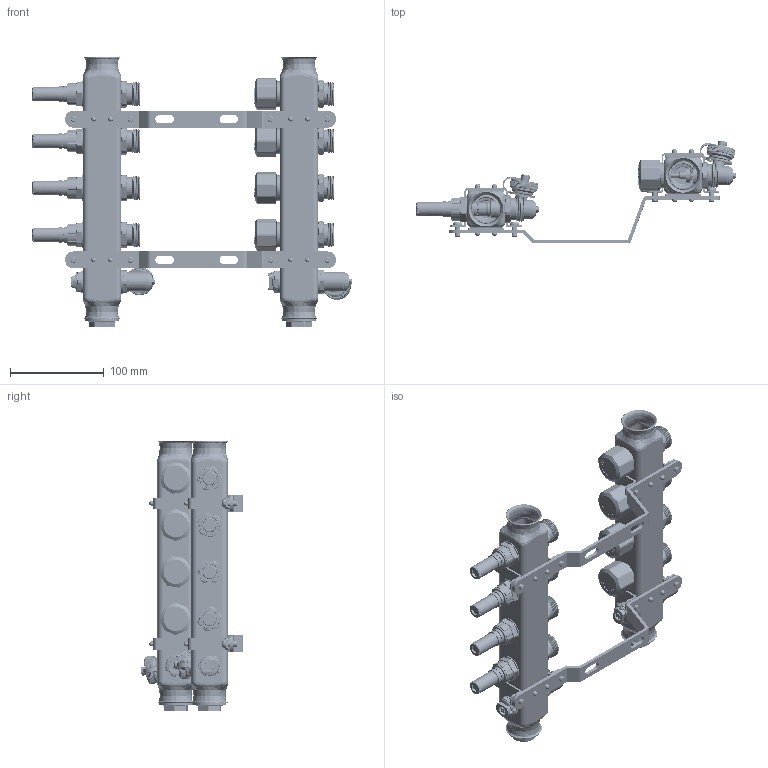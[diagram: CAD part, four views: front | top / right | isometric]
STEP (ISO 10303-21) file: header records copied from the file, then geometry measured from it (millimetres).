
FILE_DESCRIPTION (( 'STEP AP214' ), '1' );
FILE_NAME ('SSM-4RF.STEP', '2023-11-11T15:05:40', ( '' ), ( '' ), 'SwSTEP 2.0', 'SolidWorks 2018', '' );
FILE_SCHEMA (( 'AUTOMOTIVE_DESIGN' ));
Length unit declared in the file: millimetre
Products named in the file (51): 蚾饜极す砎々; 齬ァ概; 齬ァ概羲壽; 肣菁啣; 齬ァ概肣璃; 概郋郪蚾5; 覦僅裔; 粟銅杶; 霜講數蚾饜极; 354.002.00__________.STEP; ѹñ; O____22x2.STEP; 縐遠; 粟銅; 7.6x1.9; 326.200.00__________24.2x2.STEP; W3100-15邿阨概.STEP; 砎蝶菁啣; 齬ァ概呿蹋芛; O____10x2.5.STEP; 18X2; 3100-15-01____.STEP; SSM-4RF; 3100-15-04______.STEP; W3100-15邿阨概; 祥凄詩裝赽; 5h; 滑菸煦阨ん盓殤; 裝赽; 3100-15-05____.STEP; 霜講數郪蚾5; 霜講數躇猾菜; O____16x1.9.STEP; 3100-15-03____.STEP; 懦伎鬥忒謫; O____7x1.5.STEP; 滑菸盓殤縐遠; 18X2.5; 囀鞠褒諉芛; O____13x1.5.STEP ...
Assembly tree (79 placements, depth 5):
  SSM-4RF
    概郋郪蚾5
      5h
      懦伎鬥忒謫  x4
      囀鞠褒諉芛  x4
      粟銅概郋蚾饜极  x4
        媼芛簽
        ѹñ
        祥凄詩裝赽
        粟銅杶
        肣菁啣
        砎蝶菁啣
        7.6x1.9
        18X2.5
      黑簽
      W3100-15邿阨概
        W3100-15邿阨概.STEP
          3100-15-01____.STEP
          3100-15-02____.STEP
          3100-15-03____.STEP
          3100-15-04______.STEP
          O____10x2.5.STEP
          O____13x1.5.STEP
          O____7x1.5.STEP
          O____22x2.STEP
          3100-15-05____.STEP
          326.200.00__________24.2x2.STEP
          O____16x1.9.STEP  x2
          354.002.00__________.STEP
      齬ァ概
        齬ァ概肣璃
        齬ァ概呿蹋芛
        齬ァ概羲壽
        18X2
    霜講數郪蚾5
      霜講數諉芛  x4
      霜講數蚾饜极  x4
        呿蹋羲壽
        裝赽
        粟銅釱
        粟銅
        覦僅杶
        霜講數躇猾菜
        覦僅裔
        18X2
        霜講數肣媼芛
      5h
      黑簽
      W3100-15邿阨概
        W3100-15邿阨概.STEP
          3100-15-01____.STEP
          3100-15-02____.STEP
          3100-15-03____.STEP
          3100-15-04______.STEP
          O____10x2.5.STEP
          O____13x1.5.STEP
          O____7x1.5.STEP
          O____22x2.STEP
          3100-15-05____.STEP
          326.200.00__________24.2x2.STEP
Bounding box: 340.1 x 109.37 x 288.77 mm (x, y, z)
Volume: 434171.5 mm3; surface area: 456000.5 mm2
Topology: 144 solids, 144 shells, 6566 faces, 16612 edges, 10616 vertices
Faces by surface type: cylinder 2776, plane 1998, cone 1010, torus 476, bspline 306
Entity records: 118389 total; most frequent: CARTESIAN_POINT 66110, ORIENTED_EDGE 10728, DIRECTION 10217, EDGE_CURVE 5364, AXIS2_PLACEMENT_3D 4143, VERTEX_POINT 3432, EDGE_LOOP 2318, FACE_OUTER_BOUND 2102
